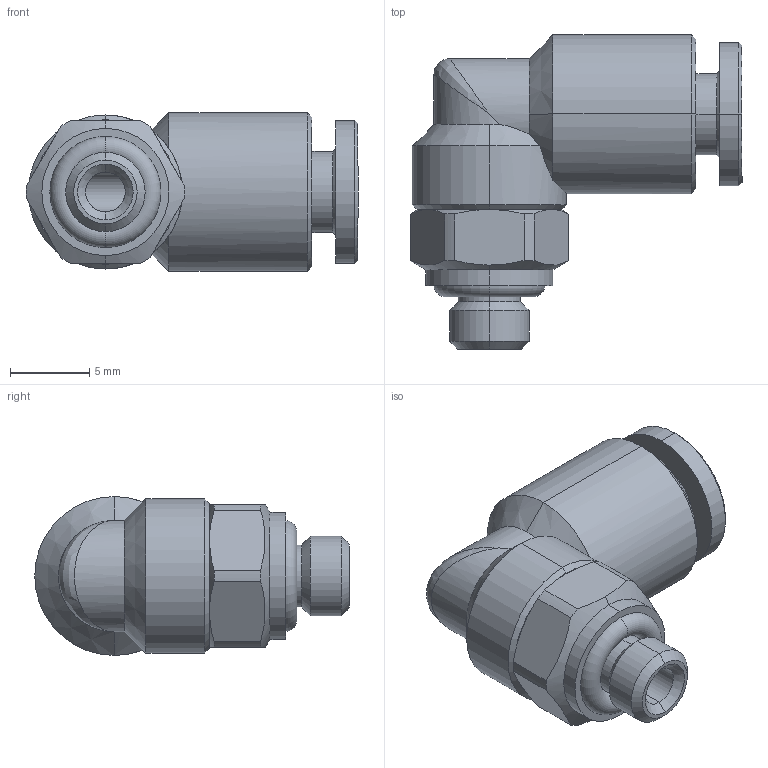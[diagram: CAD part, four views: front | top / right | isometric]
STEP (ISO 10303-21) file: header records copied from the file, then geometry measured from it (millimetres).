
FILE_DESCRIPTION (( 'STEP AP203' ), '1' );
FILE_NAME ('B0080010.STEP', '2012-07-02T06:27:09', ( '' ), ( 'sopra-pneumatic' ), 'SwSTEP 2.0', 'SolidWorks 2011', '' );
FILE_SCHEMA (( 'CONFIG_CONTROL_DESIGN' ));
Length unit declared in the file: millimetre
Products named in the file (1): B0080010
Bounding box: 20.9 x 19.8 x 10 mm (x, y, z)
Volume: 1496.8 mm3; surface area: 1345.1 mm2
Topology: 1 solids, 3 shells, 89 faces, 198 edges, 119 vertices
Faces by surface type: cylinder 33, cone 30, plane 23, torus 2, bspline 1
Entity records: 2679 total; most frequent: CARTESIAN_POINT 649, DIRECTION 429, ORIENTED_EDGE 392, EDGE_CURVE 196, AXIS2_PLACEMENT_3D 179, VERTEX_POINT 119, EDGE_LOOP 97, CIRCLE 90
